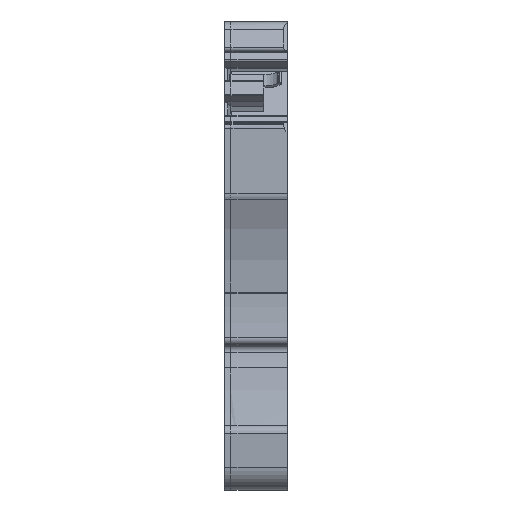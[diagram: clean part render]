
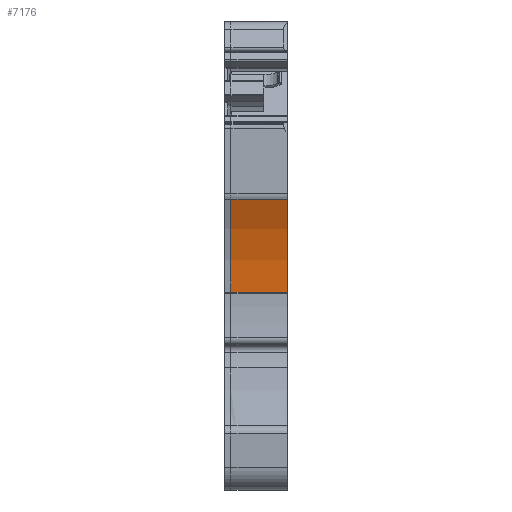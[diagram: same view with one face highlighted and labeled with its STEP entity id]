
A CAD part, front view. The second image highlights one B-rep face of the part: STEP entity #7176.
In plain terms, the highlighted cylindrical face has radius 20 mm (diameter 40 mm), a partial arc.
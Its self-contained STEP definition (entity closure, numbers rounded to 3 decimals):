
#4299=AXIS2_PLACEMENT_3D('Circle Axis2P3D',#4297,#4298,$) ;
#7156=AXIS2_PLACEMENT_3D('Cylinder Axis2P3D',#7153,#7154,#7155) ;
#7160=AXIS2_PLACEMENT_3D('Circle Axis2P3D',#7158,#7159,$) ;
#4294=CARTESIAN_POINT('Vertex',(5.1,0.09,23.842)) ;
#4297=CARTESIAN_POINT('Axis2P3D Location',(5.1,-18.105,15.54)) ;
#4301=CARTESIAN_POINT('Vertex',(5.1,1.884,16.2)) ;
#7134=CARTESIAN_POINT('Line Origine',(2.55,0.09,23.842)) ;
#7138=CARTESIAN_POINT('Vertex',(0.5,0.09,23.842)) ;
#7153=CARTESIAN_POINT('Axis2P3D Location',(2.55,-18.105,15.54)) ;
#7158=CARTESIAN_POINT('Axis2P3D Location',(0.5,-18.105,15.54)) ;
#7162=CARTESIAN_POINT('Vertex',(0.5,1.884,16.2)) ;
#7165=CARTESIAN_POINT('Line Origine',(2.55,1.884,16.2)) ;
#4298=DIRECTION('Axis2P3D Direction',(-1.,0.,0.)) ;
#7135=DIRECTION('Vector Direction',(-1.,0.,0.)) ;
#7154=DIRECTION('Axis2P3D Direction',(-1.,0.,0.)) ;
#7155=DIRECTION('Axis2P3D XDirection',(0.,0.91,0.415)) ;
#7159=DIRECTION('Axis2P3D Direction',(-1.,0.,0.)) ;
#7166=DIRECTION('Vector Direction',(-1.,0.,0.)) ;
#7136=VECTOR('Line Direction',#7135,1.) ;
#7167=VECTOR('Line Direction',#7166,1.) ;
#7171=ORIENTED_EDGE('',*,*,#7164,.T.) ;
#7172=ORIENTED_EDGE('',*,*,#7169,.F.) ;
#7173=ORIENTED_EDGE('',*,*,#4303,.T.) ;
#7174=ORIENTED_EDGE('',*,*,#7140,.T.) ;
#7176=ADVANCED_FACE('KLTR ZPE2.5/3AN GN N.1\\Hauptk\X2\00F6\X0\rper',(#7175),#7157,.F.) ;
#4300=CIRCLE('generated circle',#4299,20.) ;
#7161=CIRCLE('generated circle',#7160,20.) ;
#7157=CYLINDRICAL_SURFACE('generated cylinder',#7156,20.) ;
#4303=EDGE_CURVE('',#4302,#4295,#4300,.F.) ;
#7140=EDGE_CURVE('',#4295,#7139,#7137,.T.) ;
#7164=EDGE_CURVE('',#7139,#7163,#7161,.T.) ;
#7169=EDGE_CURVE('',#4302,#7163,#7168,.T.) ;
#7170=EDGE_LOOP('',(#7171,#7172,#7173,#7174)) ;
#7175=FACE_OUTER_BOUND('',#7170,.T.) ;
#7137=LINE('Line',#7134,#7136) ;
#7168=LINE('Line',#7165,#7167) ;
#4295=VERTEX_POINT('',#4294) ;
#4302=VERTEX_POINT('',#4301) ;
#7139=VERTEX_POINT('',#7138) ;
#7163=VERTEX_POINT('',#7162) ;
